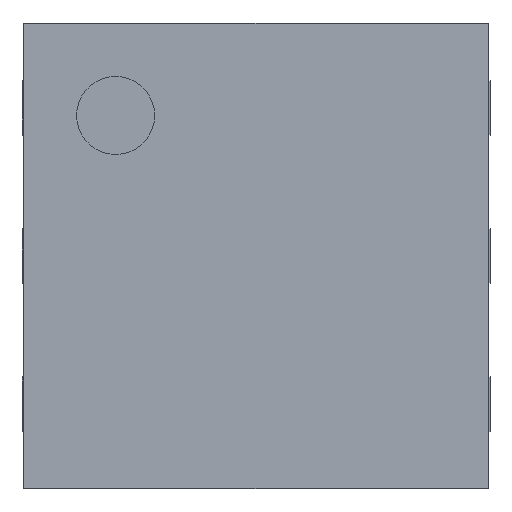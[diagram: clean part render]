
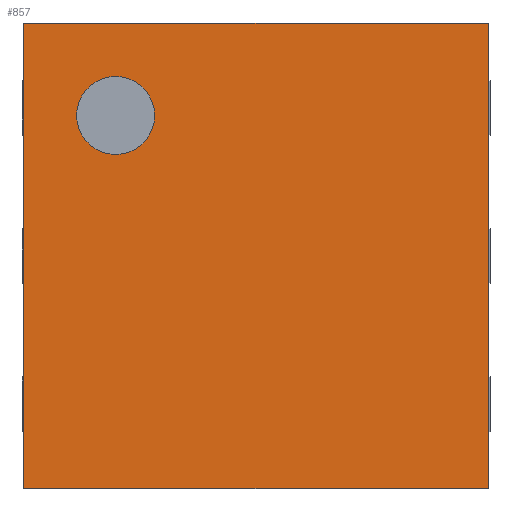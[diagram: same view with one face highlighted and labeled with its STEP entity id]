
A CAD part, top view. The second image highlights one B-rep face of the part: STEP entity #857.
In plain terms, the highlighted planar face has unit normal (0, 0, 1).
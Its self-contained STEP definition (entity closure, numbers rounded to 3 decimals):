
#12=DIRECTION('',(0.,0.,1.));
#149=VECTOR('',#150,1.);
#150=DIRECTION('',(0.,-1.,0.));
#156=VECTOR('',#157,1.);
#157=DIRECTION('',(1.,0.,0.));
#327=VERTEX_POINT('',#328);
#328=CARTESIAN_POINT('',(1.49,1.49,0.87));
#331=EDGE_CURVE('',#327,#332,#334,.T.);
#332=VERTEX_POINT('',#333);
#333=CARTESIAN_POINT('',(1.49,-1.49,0.87));
#334=LINE('',#328,#149);
#389=VERTEX_POINT('',#390);
#390=CARTESIAN_POINT('',(-1.49,1.49,0.87));
#393=ORIENTED_EDGE('',*,*,#394,.F.);
#394=EDGE_CURVE('',#389,#327,#395,.T.);
#395=LINE('',#390,#156);
#427=ORIENTED_EDGE('',*,*,#428,.T.);
#428=EDGE_CURVE('',#389,#429,#431,.T.);
#429=VERTEX_POINT('',#430);
#430=CARTESIAN_POINT('',(-1.49,-1.49,0.87));
#431=LINE('',#390,#149);
#777=EDGE_CURVE('',#429,#332,#778,.T.);
#778=LINE('',#430,#156);
#857=ADVANCED_FACE('',(#858,#862),#872,.T.);
#858=FACE_BOUND('',#859,.T.);
#859=EDGE_LOOP('',(#393,#427,#860,#861));
#860=ORIENTED_EDGE('',*,*,#777,.T.);
#861=ORIENTED_EDGE('',*,*,#331,.F.);
#862=FACE_BOUND('',#863,.T.);
#863=EDGE_LOOP('',(#864));
#864=ORIENTED_EDGE('',*,*,#865,.T.);
#865=EDGE_CURVE('',#866,#866,#868,.T.);
#866=VERTEX_POINT('',#867);
#867=CARTESIAN_POINT('',(-0.9,0.65,0.87));
#868=CIRCLE('',#869,0.25);
#869=AXIS2_PLACEMENT_3D('',#870,#871,#150);
#870=CARTESIAN_POINT('',(-0.9,0.9,0.87));
#871=DIRECTION('',(0.,0.,-1.));
#872=PLANE('',#873);
#873=AXIS2_PLACEMENT_3D('',#390,#12,#150);
